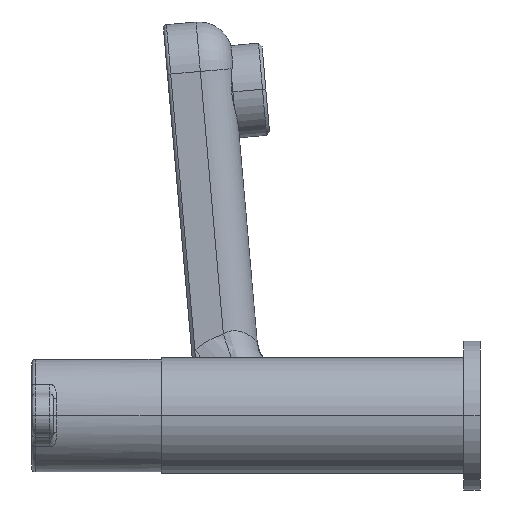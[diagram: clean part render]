
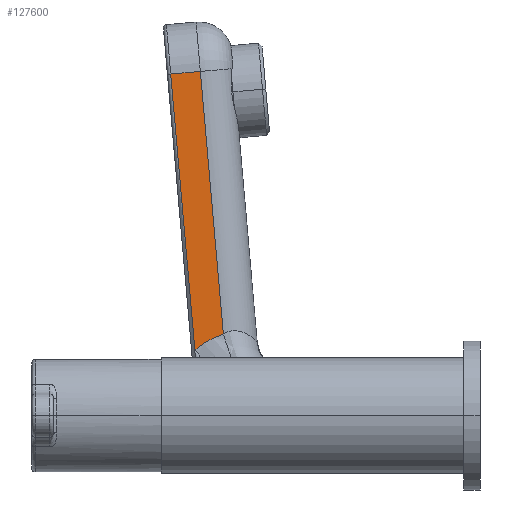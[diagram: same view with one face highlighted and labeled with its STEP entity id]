
A CAD part, left-side view. The second image highlights one B-rep face of the part: STEP entity #127600.
In plain terms, the highlighted face is planar.
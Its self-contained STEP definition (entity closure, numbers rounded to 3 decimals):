
#73460=CARTESIAN_POINT('',(-70.,-19.418,-24.679));
#73470=VERTEX_POINT('',#73460);
#75990=CARTESIAN_POINT('',(-70.,-10.806,-19.849));
#76000=CARTESIAN_POINT('',(-70.,-11.252,-20.226));
#76010=CARTESIAN_POINT('',(-70.,-11.71,-20.587));
#76020=CARTESIAN_POINT('',(-70.,-12.869,-21.441));
#76030=CARTESIAN_POINT('',(-70.,-13.583,-21.915));
#76040=CARTESIAN_POINT('',(-70.,-15.429,-23.012));
#76050=CARTESIAN_POINT('',(-70.,-16.584,-23.586));
#76060=CARTESIAN_POINT('',(-70.,-18.317,-24.293));
#76070=CARTESIAN_POINT('',(-70.,-18.864,-24.495));
#76080=CARTESIAN_POINT('',(-70.,-19.418,-24.679));
#76090=B_SPLINE_CURVE_WITH_KNOTS('',3,(#75990,#76000,#76010,#76020,
#76030,#76040,#76050,#76060,#76070,#76080),.UNSPECIFIED.,.F.,.F.,(4,2,2,
2,4),(0.,0.067,0.166,0.315,
0.382),.UNSPECIFIED.);
#76100=CARTESIAN_POINT('',(-70.,-10.806,-19.849));
#76110=VERTEX_POINT('',#76100);
#76120=EDGE_CURVE('',#76110,#73470,#76090,.T.);
#85770=CARTESIAN_POINT('',(-70.,-3.506,-103.293));
#85780=VERTEX_POINT('',#85770);
#85810=CARTESIAN_POINT('',(-70.,-12.657,1.307));
#85820=DIRECTION('',(0.,0.087,
-0.996));
#85830=VECTOR('',#85820,1.);
#85840=LINE('',#85810,#85830);
#85850=EDGE_CURVE('',#76110,#85780,#85840,.T.);
#127370=CARTESIAN_POINT('',(-70.,-43.539,-1.394));
#127380=DIRECTION('',(1.,0.,0.));
#127390=DIRECTION('',(0.,0.996,
0.087));
#127400=AXIS2_PLACEMENT_3D('',#127370,#127380,#127390);
#127410=PLANE('',#127400);
#127420=ORIENTED_EDGE('',*,*,#76120,.T.);
#127430=ORIENTED_EDGE('',*,*,#85850,.F.);
#127440=CARTESIAN_POINT('',(-70.,-84.197,-110.353));
#127450=DIRECTION('',(0.,-0.996,
-0.087));
#127460=VECTOR('',#127450,1.);
#127470=LINE('',#127440,#127460);
#127480=CARTESIAN_POINT('',(-70.,-12.471,-104.078));
#127490=VERTEX_POINT('',#127480);
#127500=EDGE_CURVE('',#85780,#127490,#127470,.T.);
#127510=ORIENTED_EDGE('',*,*,#127500,.F.);
#127520=CARTESIAN_POINT('',(-70.,-21.623,0.523));
#127530=DIRECTION('',(0.,0.087,
-0.996));
#127540=VECTOR('',#127530,1.);
#127550=LINE('',#127520,#127540);
#127560=EDGE_CURVE('',#73470,#127490,#127550,.T.);
#127570=ORIENTED_EDGE('',*,*,#127560,.T.);
#127580=EDGE_LOOP('',(#127570,#127510,#127430,#127420));
#127590=FACE_OUTER_BOUND('',#127580,.T.);
#127600=ADVANCED_FACE('',(#127590),#127410,.T.);
